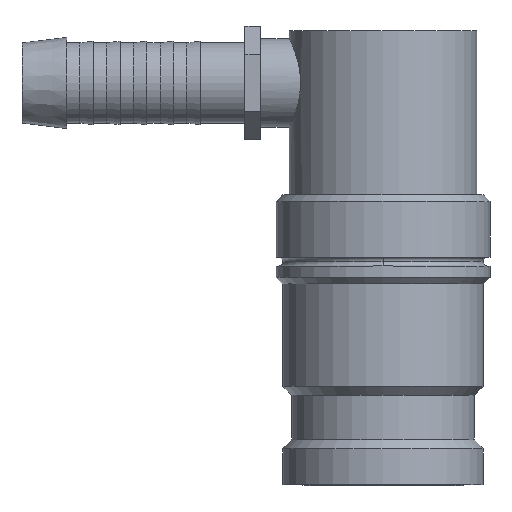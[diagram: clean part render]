
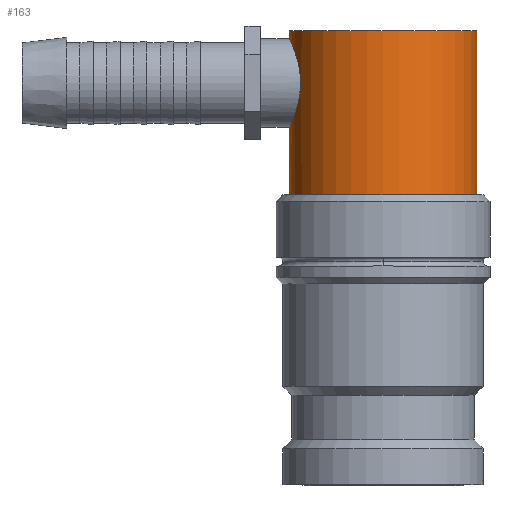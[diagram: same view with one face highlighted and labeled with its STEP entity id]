
A CAD part, top view. The second image highlights one B-rep face of the part: STEP entity #163.
In plain terms, the highlighted cylindrical face has radius 10.5 mm (diameter 21 mm), a partial arc.
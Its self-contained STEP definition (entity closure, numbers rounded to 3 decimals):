
#163=ADVANCED_FACE('',(#379),#380,.T.);
#379=FACE_OUTER_BOUND('',#650,.T.);
#380=CYLINDRICAL_SURFACE('',#651,10.5);
#650=EDGE_LOOP('',(#1053,#1054,#1055,#1056,#1057,#1058));
#651=AXIS2_PLACEMENT_3D('',#1059,#1060,#1061);
#1053=ORIENTED_EDGE('',*,*,#1633,.T.);
#1054=ORIENTED_EDGE('',*,*,#1634,.F.);
#1055=ORIENTED_EDGE('',*,*,#1635,.T.);
#1056=ORIENTED_EDGE('',*,*,#1601,.F.);
#1057=ORIENTED_EDGE('',*,*,#1636,.T.);
#1058=ORIENTED_EDGE('',*,*,#1637,.F.);
#1059=CARTESIAN_POINT('',(0.0,40.42,0.0));
#1060=DIRECTION('',(-0.0,1.0,0.0));
#1061=DIRECTION('',(1.0,0.0,0.0));
#1601=EDGE_CURVE('',#1825,#1821,#1921,.T.);
#1633=EDGE_CURVE('',#1967,#1968,#1969,.T.);
#1634=EDGE_CURVE('',#1970,#1968,#1971,.T.);
#1635=EDGE_CURVE('',#1970,#1821,#1972,.T.);
#1636=EDGE_CURVE('',#1825,#1973,#1974,.T.);
#1637=EDGE_CURVE('',#1967,#1973,#1975,.T.);
#1821=VERTEX_POINT('',#2198);
#1825=VERTEX_POINT('',#2220);
#1921=B_SPLINE_CURVE_WITH_KNOTS('',3,(#2342,#2343,#2344,#2345,#2346,#2347,#2348,#2349,#2350,#2351,#2352,#2353,#2354,#2355,#2356,#2357,#2358,#2359,#2360,#2361,#2362,#2363,#2364,#2365,#2366,#2367,#2368,#2369,#2370,#2371,#2372,#2373,#2374,#2375),.UNSPECIFIED.,.F.,.F.,(4,2,2,2,2,2,2,2,2,2,2,2,2,2,2,2,4),(7.592,8.54,9.488,10.436,11.384,12.334,13.284,14.234,15.183,16.133,17.083,18.033,18.983,19.931,20.879,21.827,22.775),.UNSPECIFIED.);
#1967=VERTEX_POINT('',#2433);
#1968=VERTEX_POINT('',#2434);
#1969=LINE('',#2435,#2436);
#1970=VERTEX_POINT('',#2437);
#1971=CIRCLE('',#2438,10.5);
#1972=LINE('',#2439,#2440);
#1973=VERTEX_POINT('',#2441);
#1974=LINE('',#2442,#2443);
#1975=CIRCLE('',#2444,10.5);
#2198=CARTESIAN_POINT('',(-10.5,50.1,0.));
#2220=CARTESIAN_POINT('',(-10.5,40.2,0.));
#2342=CARTESIAN_POINT('',(-10.5,40.2,0.));
#2343=CARTESIAN_POINT('',(-10.5,40.2,0.316));
#2344=CARTESIAN_POINT('',(-10.485,40.231,0.641));
#2345=CARTESIAN_POINT('',(-10.426,40.358,1.285));
#2346=CARTESIAN_POINT('',(-10.381,40.455,1.604));
#2347=CARTESIAN_POINT('',(-10.269,40.71,2.212));
#2348=CARTESIAN_POINT('',(-10.201,40.867,2.503));
#2349=CARTESIAN_POINT('',(-10.055,41.229,3.038));
#2350=CARTESIAN_POINT('',(-9.976,41.433,3.283));
#2351=CARTESIAN_POINT('',(-9.823,41.867,3.717));
#2352=CARTESIAN_POINT('',(-9.742,42.112,3.922));
#2353=CARTESIAN_POINT('',(-9.589,42.648,4.283));
#2354=CARTESIAN_POINT('',(-9.516,42.938,4.44));
#2355=CARTESIAN_POINT('',(-9.393,43.546,4.694));
#2356=CARTESIAN_POINT('',(-9.343,43.864,4.791));
#2357=CARTESIAN_POINT('',(-9.277,44.508,4.919));
#2358=CARTESIAN_POINT('',(-9.26,44.833,4.95));
#2359=CARTESIAN_POINT('',(-9.26,45.467,4.95));
#2360=CARTESIAN_POINT('',(-9.277,45.792,4.919));
#2361=CARTESIAN_POINT('',(-9.343,46.436,4.791));
#2362=CARTESIAN_POINT('',(-9.393,46.754,4.694));
#2363=CARTESIAN_POINT('',(-9.516,47.362,4.44));
#2364=CARTESIAN_POINT('',(-9.589,47.652,4.283));
#2365=CARTESIAN_POINT('',(-9.742,48.188,3.922));
#2366=CARTESIAN_POINT('',(-9.823,48.433,3.717));
#2367=CARTESIAN_POINT('',(-9.976,48.867,3.283));
#2368=CARTESIAN_POINT('',(-10.055,49.071,3.038));
#2369=CARTESIAN_POINT('',(-10.201,49.433,2.503));
#2370=CARTESIAN_POINT('',(-10.269,49.59,2.212));
#2371=CARTESIAN_POINT('',(-10.381,49.845,1.604));
#2372=CARTESIAN_POINT('',(-10.426,49.942,1.285));
#2373=CARTESIAN_POINT('',(-10.485,50.069,0.641));
#2374=CARTESIAN_POINT('',(-10.5,50.1,0.316));
#2375=CARTESIAN_POINT('',(-10.5,50.1,0.));
#2433=CARTESIAN_POINT('',(10.5,32.6,0.));
#2434=CARTESIAN_POINT('',(10.5,51.0,0.0));
#2435=CARTESIAN_POINT('',(10.5,40.42,0.));
#2436=VECTOR('',#2932,1.0);
#2437=CARTESIAN_POINT('',(-10.5,51.0,0.));
#2438=AXIS2_PLACEMENT_3D('',#2933,#2934,#2935);
#2439=CARTESIAN_POINT('',(-10.5,40.42,0.));
#2440=VECTOR('',#2936,1.0);
#2441=CARTESIAN_POINT('',(-10.5,32.6,0.));
#2442=CARTESIAN_POINT('',(-10.5,40.42,0.));
#2443=VECTOR('',#2937,1.0);
#2444=AXIS2_PLACEMENT_3D('',#2938,#2939,#2940);
#2932=DIRECTION('',(0.0,1.0,0.0));
#2933=CARTESIAN_POINT('',(0.0,51.0,0.0));
#2934=DIRECTION('',(-0.0,1.0,0.0));
#2935=DIRECTION('',(1.0,0.0,0.0));
#2936=DIRECTION('',(-0.0,-1.0,-0.0));
#2937=DIRECTION('',(-0.0,-1.0,-0.0));
#2938=CARTESIAN_POINT('',(0.0,32.6,0.0));
#2939=DIRECTION('',(0.0,-1.0,0.0));
#2940=DIRECTION('',(1.0,0.0,0.0));
